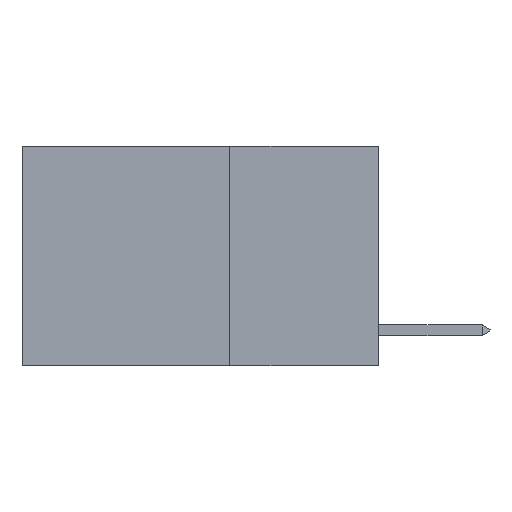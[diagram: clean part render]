
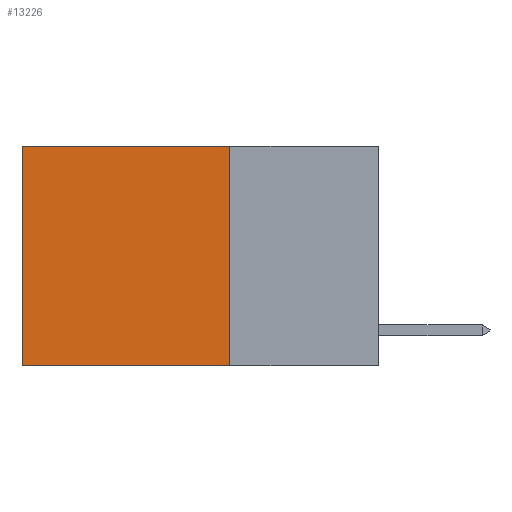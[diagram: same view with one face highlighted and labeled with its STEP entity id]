
A CAD part, left-side view. The second image highlights one B-rep face of the part: STEP entity #13226.
In plain terms, the highlighted planar face has unit normal (-1, 0, 0).
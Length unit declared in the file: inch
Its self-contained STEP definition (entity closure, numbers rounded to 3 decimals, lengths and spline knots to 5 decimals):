
#807 = VERTEX_POINT ( 'NONE', #6470 ) ;
#1087 = DIRECTION ( 'NONE',  ( 1., 0., 0. ) ) ;
#1780 = LINE ( 'NONE', #6776, #4751 ) ;
#1854 = DIRECTION ( 'NONE',  ( 0., 1., 0. ) ) ;
#2395 = CARTESIAN_POINT ( 'NONE',  ( 0.2625, 0.6, -0.37 ) ) ;
#2763 = VERTEX_POINT ( 'NONE', #2395 ) ;
#3461 = VECTOR ( 'NONE', #1854, 39.37008 ) ;
#3956 = EDGE_CURVE ( 'NONE', #807, #2763, #12640, .T. ) ;
#4381 = CARTESIAN_POINT ( 'NONE',  ( 0.2625, 0.25, 0. ) ) ;
#4614 = PLANE ( 'NONE',  #7618 ) ;
#4751 = VECTOR ( 'NONE', #10128, 39.37008 ) ;
#4856 = EDGE_CURVE ( 'NONE', #7938, #807, #5538, .T. ) ;
#4970 = VECTOR ( 'NONE', #11543, 39.37008 ) ;
#5219 = EDGE_CURVE ( 'NONE', #7938, #5674, #1780, .T. ) ;
#5235 = VECTOR ( 'NONE', #13973, 39.37008 ) ;
#5538 = LINE ( 'NONE', #4381, #4970 ) ;
#5674 = VERTEX_POINT ( 'NONE', #9539 ) ;
#6075 = CARTESIAN_POINT ( 'NONE',  ( 0.2625, 0.25, 0. ) ) ;
#6470 = CARTESIAN_POINT ( 'NONE',  ( 0.2625, 0.25, -0.37 ) ) ;
#6776 = CARTESIAN_POINT ( 'NONE',  ( 0.2625, 0.25, 0. ) ) ;
#6839 = EDGE_CURVE ( 'NONE', #5674, #2763, #14970, .T. ) ;
#7207 = EDGE_LOOP ( 'NONE', ( #10874, #8747, #9694, #8970 ) ) ;
#7618 = AXIS2_PLACEMENT_3D ( 'NONE', #9349, #1087, #15235 ) ;
#7938 = VERTEX_POINT ( 'NONE', #6075 ) ;
#8747 = ORIENTED_EDGE ( 'NONE', *, *, #3956, .F. ) ;
#8970 = ORIENTED_EDGE ( 'NONE', *, *, #5219, .T. ) ;
#9349 = CARTESIAN_POINT ( 'NONE',  ( 0.2625, 0.25, 0. ) ) ;
#9539 = CARTESIAN_POINT ( 'NONE',  ( 0.2625, 0.6, 0. ) ) ;
#9694 = ORIENTED_EDGE ( 'NONE', *, *, #4856, .F. ) ;
#10128 = DIRECTION ( 'NONE',  ( 0., 1., 0. ) ) ;
#10526 = FACE_OUTER_BOUND ( 'NONE', #7207, .T. ) ;
#10874 = ORIENTED_EDGE ( 'NONE', *, *, #6839, .T. ) ;
#11507 = CARTESIAN_POINT ( 'NONE',  ( 0.2625, 0.6, 0. ) ) ;
#11543 = DIRECTION ( 'NONE',  ( 0., 0., -1. ) ) ;
#12640 = LINE ( 'NONE', #15070, #3461 ) ;
#13226 = ADVANCED_FACE ( 'NONE', ( #10526 ), #4614, .F. ) ;
#13973 = DIRECTION ( 'NONE',  ( 0., 0., -1. ) ) ;
#14970 = LINE ( 'NONE', #11507, #5235 ) ;
#15070 = CARTESIAN_POINT ( 'NONE',  ( 0.2625, 0.25, -0.37 ) ) ;
#15235 = DIRECTION ( 'NONE',  ( 0., 0., -1. ) ) ;
